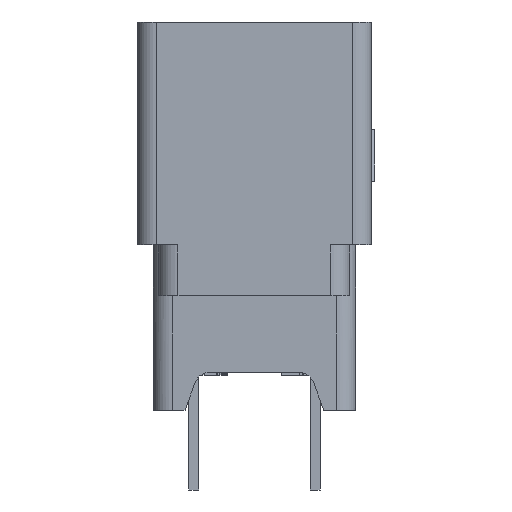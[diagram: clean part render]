
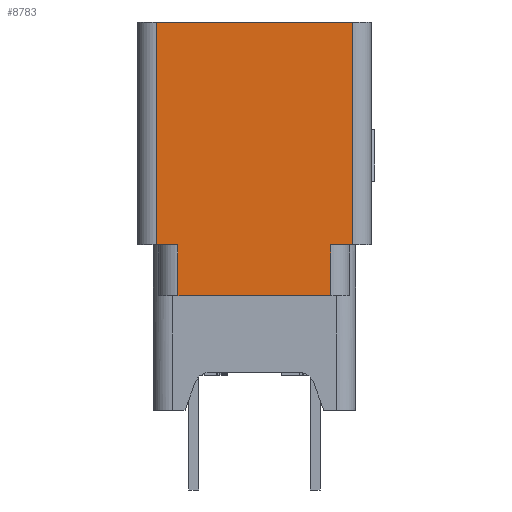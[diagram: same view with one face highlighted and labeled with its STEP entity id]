
A CAD part, left-side view. The second image highlights one B-rep face of the part: STEP entity #8783.
In plain terms, the highlighted planar face has unit normal (-1, 0, 0).
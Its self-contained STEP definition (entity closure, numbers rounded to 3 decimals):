
#13=DIRECTION('',(0.,0.,-1.));
#14=VECTOR('',#13,2.032);
#15=CARTESIAN_POINT('',(-35.052,-3.048,-8.89));
#16=LINE('',#15,#14);
#17=DIRECTION('',(0.,0.,-1.));
#18=VECTOR('',#17,2.032);
#19=CARTESIAN_POINT('',(-35.052,3.048,-8.89));
#20=LINE('',#19,#18);
#21=DIRECTION('',(0.,0.,-1.));
#22=VECTOR('',#21,8.89);
#23=CARTESIAN_POINT('',(-35.052,3.912,0.));
#24=LINE('',#23,#22);
#25=DIRECTION('',(0.,-1.,0.));
#26=VECTOR('',#25,7.823);
#27=CARTESIAN_POINT('',(-35.052,3.912,0.));
#28=LINE('',#27,#26);
#29=DIRECTION('',(0.,0.,1.));
#30=VECTOR('',#29,8.89);
#31=CARTESIAN_POINT('',(-35.052,-3.912,-8.89));
#32=LINE('',#31,#30);
#78=DIRECTION('',(0.,1.,0.));
#79=VECTOR('',#78,6.096);
#80=CARTESIAN_POINT('',(-35.052,-3.048,-10.922));
#81=LINE('',#80,#79);
#163=DIRECTION('',(0.,-1.,0.));
#164=VECTOR('',#163,0.864);
#165=CARTESIAN_POINT('',(-35.052,-3.048,-8.89));
#166=LINE('',#165,#164);
#221=DIRECTION('',(0.,-1.,0.));
#222=VECTOR('',#221,0.864);
#223=CARTESIAN_POINT('',(-35.052,3.912,-8.89));
#224=LINE('',#223,#222);
#8261=CARTESIAN_POINT('',(-35.052,-3.048,-10.922));
#8263=VERTEX_POINT('',#8261);
#8264=CARTESIAN_POINT('',(-35.052,-3.048,-8.89));
#8265=VERTEX_POINT('',#8264);
#8268=CARTESIAN_POINT('',(-35.052,3.048,-10.922));
#8270=VERTEX_POINT('',#8268);
#8274=CARTESIAN_POINT('',(-35.052,3.048,-8.89));
#8275=VERTEX_POINT('',#8274);
#8276=CARTESIAN_POINT('',(-35.052,-3.912,0.));
#8278=VERTEX_POINT('',#8276);
#8282=CARTESIAN_POINT('',(-35.052,-3.912,-8.89));
#8283=VERTEX_POINT('',#8282);
#8284=CARTESIAN_POINT('',(-35.052,3.912,-8.89));
#8286=VERTEX_POINT('',#8284);
#8290=CARTESIAN_POINT('',(-35.052,3.912,0.));
#8291=VERTEX_POINT('',#8290);
#8760=CARTESIAN_POINT('',(-35.052,0.,0.));
#8761=DIRECTION('',(1.,0.,0.));
#8762=DIRECTION('',(0.,-1.,0.));
#8763=AXIS2_PLACEMENT_3D('',#8760,#8761,#8762);
#8764=PLANE('',#8763);
#8766=ORIENTED_EDGE('',*,*,#8765,.T.);
#8768=ORIENTED_EDGE('',*,*,#8767,.T.);
#8770=ORIENTED_EDGE('',*,*,#8769,.F.);
#8772=ORIENTED_EDGE('',*,*,#8771,.F.);
#8774=ORIENTED_EDGE('',*,*,#8773,.F.);
#8776=ORIENTED_EDGE('',*,*,#8775,.T.);
#8778=ORIENTED_EDGE('',*,*,#8777,.F.);
#8780=ORIENTED_EDGE('',*,*,#8779,.F.);
#8781=EDGE_LOOP('',(#8766,#8768,#8770,#8772,#8774,#8776,#8778,#8780));
#8782=FACE_OUTER_BOUND('',#8781,.F.);
#8765=EDGE_CURVE('',#8265,#8263,#16,.T.);
#8767=EDGE_CURVE('',#8263,#8270,#81,.T.);
#8769=EDGE_CURVE('',#8275,#8270,#20,.T.);
#8771=EDGE_CURVE('',#8286,#8275,#224,.T.);
#8773=EDGE_CURVE('',#8291,#8286,#24,.T.);
#8775=EDGE_CURVE('',#8291,#8278,#28,.T.);
#8777=EDGE_CURVE('',#8283,#8278,#32,.T.);
#8779=EDGE_CURVE('',#8265,#8283,#166,.T.);
#8783=ADVANCED_FACE('',(#8782),#8764,.F.);
